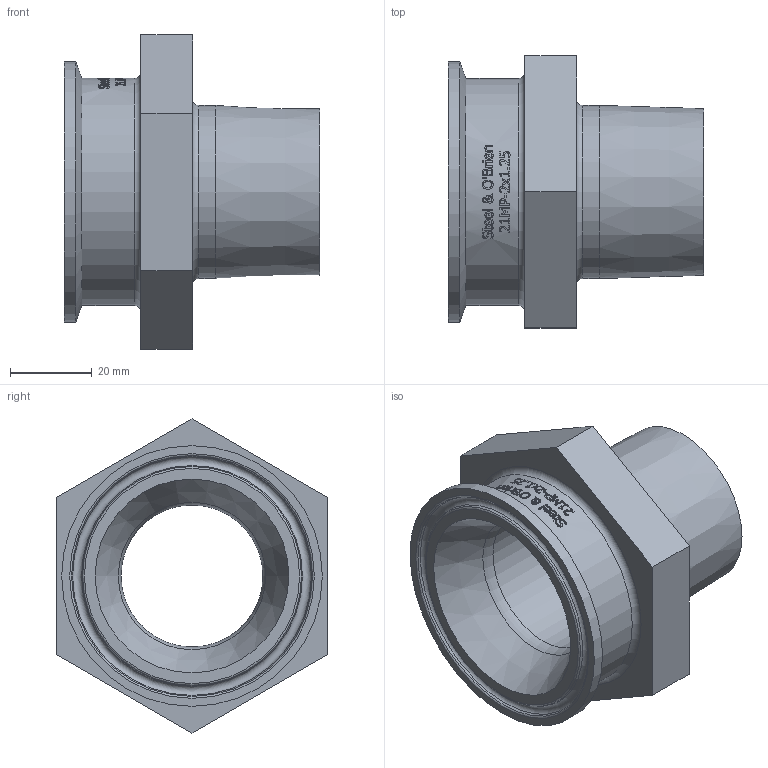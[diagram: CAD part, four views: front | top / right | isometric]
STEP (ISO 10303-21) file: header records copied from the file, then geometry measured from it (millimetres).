
FILE_DESCRIPTION(/* description */ (''),/* implementation_level */ '2;1');
FILE_NAME(/* name */ '21MP-2X1.25.stp',/* time_stamp */ '2019-01-31T08:32:54-05:00',/* author */ ('rick'),/* organization */ (''),/* preprocessor_version */ 'ST-DEVELOPER v15.2',/* originating_system */ 'Autodesk Inventor 2014',/* authorisation */ '');
FILE_SCHEMA (('AUTOMOTIVE_DESIGN { 1 0 10303 214 3 1 1 }'));
Length unit declared in the file: inch
Products named in the file (1): AAV02100
Bounding box: 62.71 x 66.67 x 76.99 mm (x, y, z)
Volume: 75187.6 mm3; surface area: 23977 mm2
Topology: 1 solids, 1 shells, 402 faces, 1077 edges, 714 vertices
Faces by surface type: plane 177, bspline 175, cylinder 38, torus 7, cone 5
Full cylindrical faces by diameter (mm): 34.798 x1, 42.454 x1, 55.677 x1, 63.906 x1
Entity records: 15724 total; most frequent: CARTESIAN_POINT 6666, ORIENTED_EDGE 2122, DIRECTION 1381, EDGE_CURVE 1061, VERTEX_POINT 714, LINE 497, VECTOR 497, EDGE_LOOP 457
